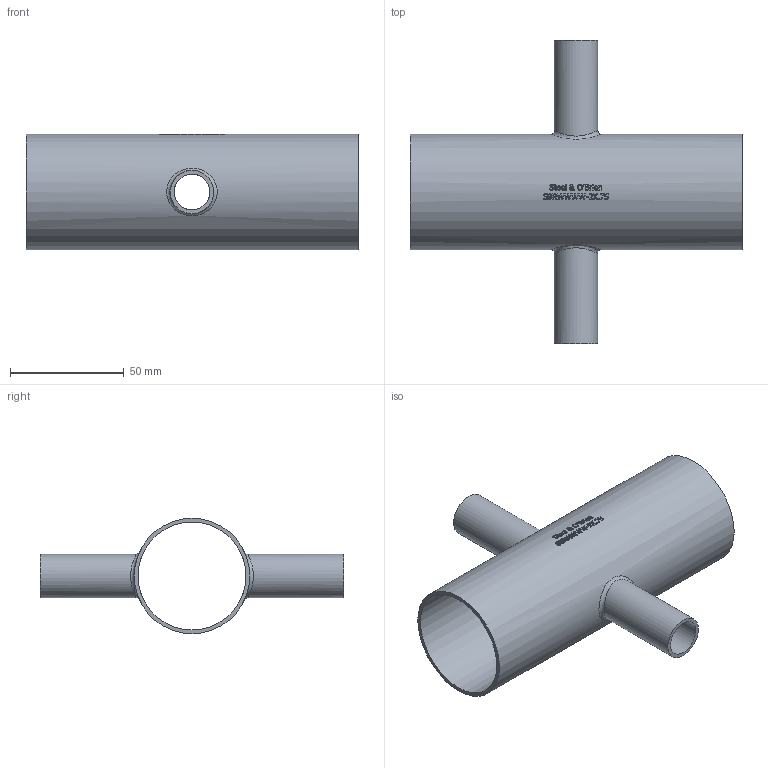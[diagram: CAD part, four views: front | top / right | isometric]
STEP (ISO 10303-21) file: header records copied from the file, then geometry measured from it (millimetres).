
FILE_DESCRIPTION(/* description */ (''),/* implementation_level */ '2;1');
FILE_NAME(/* name */ 'S9RWWWW-2X.75.stp',/* time_stamp */ '2018-11-30T11:07:12-05:00',/* author */ ('rick'),/* organization */ (''),/* preprocessor_version */ 'ST-DEVELOPER v15.2',/* originating_system */ 'Autodesk Inventor 2014',/* authorisation */ '');
FILE_SCHEMA (('AUTOMOTIVE_DESIGN { 1 0 10303 214 3 1 1 }'));
Length unit declared in the file: inch
Products named in the file (1): S9RWWWW-2X.75
Bounding box: 146.05 x 133.35 x 50.8 mm (x, y, z)
Volume: 44204.4 mm3; surface area: 54167.4 mm2
Topology: 1 solids, 1 shells, 423 faces, 1151 edges, 768 vertices
Faces by surface type: plane 193, bspline 187, cylinder 43
Full cylindrical faces by diameter (mm): 15.748 x2, 19.05 x2, 47.498 x1, 50.8 x1
Entity records: 17175 total; most frequent: CARTESIAN_POINT 7548, ORIENTED_EDGE 2276, DIRECTION 1454, EDGE_CURVE 1138, VERTEX_POINT 762, LINE 544, VECTOR 544, EDGE_LOOP 474
